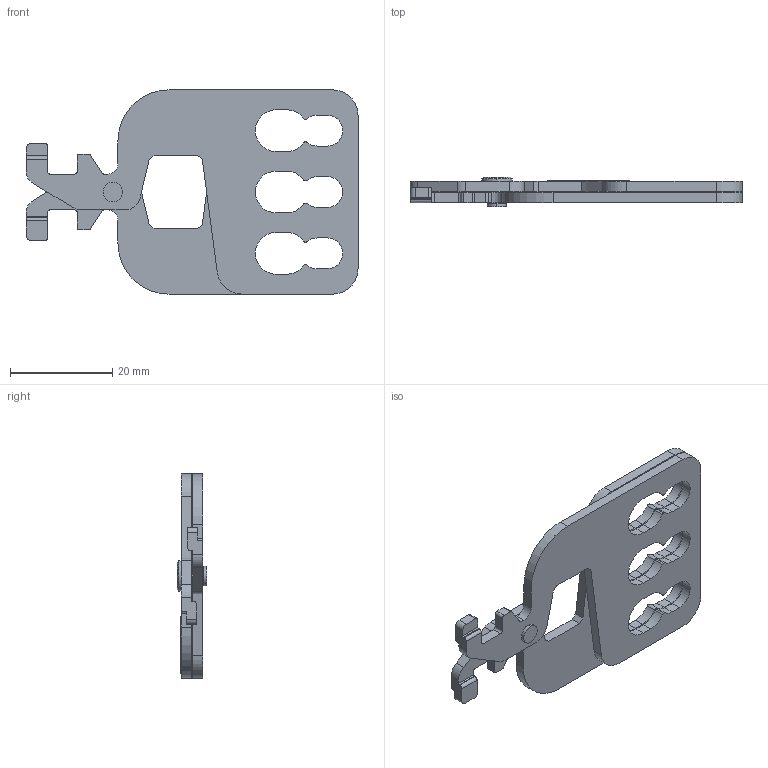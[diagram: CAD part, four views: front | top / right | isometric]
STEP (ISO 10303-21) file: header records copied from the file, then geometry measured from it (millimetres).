
FILE_DESCRIPTION (( 'STEP AP203' ), '1' );
FILE_NAME ('GCBX2-LCK-PL.step', '2021-09-02T14:13:42', ( '' ), ( '' ), 'SwSTEP 2.0', 'SolidWorks 2021', '' );
FILE_SCHEMA (( 'CONFIG_CONTROL_DESIGN' ));
Length unit declared in the file: inch
Products named in the file (1): GCBX2-LCK-PL
Bounding box: 65 x 5.8 x 40 mm (x, y, z)
Volume: 4933.2 mm3; surface area: 6426.2 mm2
Topology: 1 solids, 1 shells, 939 faces, 2665 edges, 1776 vertices
Faces by surface type: plane 829, cylinder 108, cone 2
Entity records: 30144 total; most frequent: CARTESIAN_POINT 5381, ORIENTED_EDGE 5330, DIRECTION 4763, EDGE_CURVE 2665, LINE 2447, VECTOR 2447, VERTEX_POINT 1776, AXIS2_PLACEMENT_3D 1158
